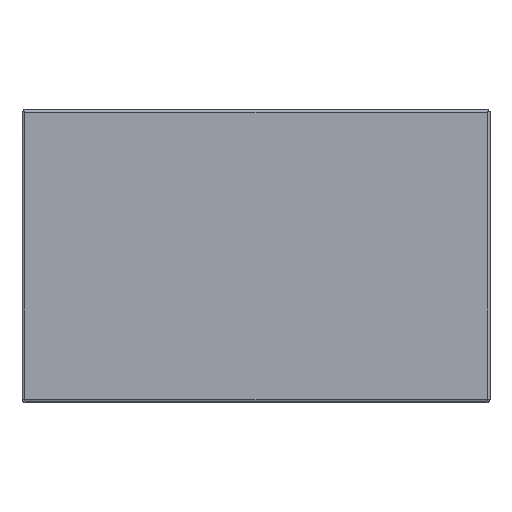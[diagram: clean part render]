
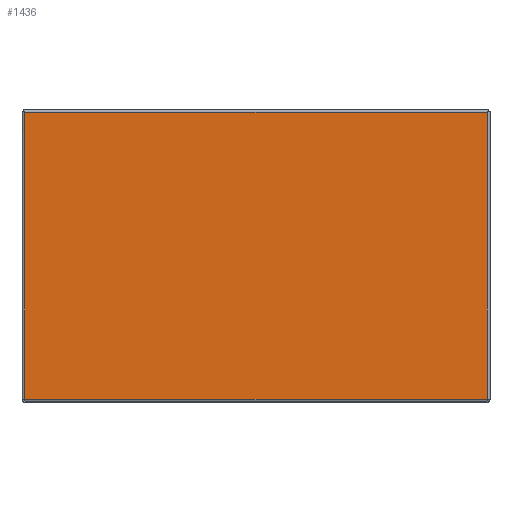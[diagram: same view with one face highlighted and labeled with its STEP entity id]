
A CAD part, top view. The second image highlights one B-rep face of the part: STEP entity #1436.
In plain terms, the highlighted planar face has unit normal (0, 0, 1).
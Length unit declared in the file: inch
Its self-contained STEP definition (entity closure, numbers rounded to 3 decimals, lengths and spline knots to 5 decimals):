
#40 = VERTEX_POINT ( 'NONE', #837 ) ;
#98 = LINE ( 'NONE', #876, #2022 ) ;
#384 = AXIS2_PLACEMENT_3D ( 'NONE', #2194, #2392, #1399 ) ;
#407 = ORIENTED_EDGE ( 'NONE', *, *, #1594, .F. ) ;
#603 = CARTESIAN_POINT ( 'NONE',  ( 0.143, 14.762, 10. ) ) ;
#650 = CARTESIAN_POINT ( 'NONE',  ( 0.143, 0.048, 10. ) ) ;
#686 = LINE ( 'NONE', #1264, #1897 ) ;
#827 = ORIENTED_EDGE ( 'NONE', *, *, #1559, .F. ) ;
#837 = CARTESIAN_POINT ( 'NONE',  ( 23.857, 0.048, 10. ) ) ;
#863 = DIRECTION ( 'NONE',  ( 1., 0., 0. ) ) ;
#876 = CARTESIAN_POINT ( 'NONE',  ( 23.857, 0.048, 10. ) ) ;
#1007 = FACE_OUTER_BOUND ( 'NONE', #1787, .T. ) ;
#1232 = PLANE ( 'NONE',  #384 ) ;
#1264 = CARTESIAN_POINT ( 'NONE',  ( 0.143, 0.048, 10. ) ) ;
#1399 = DIRECTION ( 'NONE',  ( 1., 0., 0. ) ) ;
#1400 = LINE ( 'NONE', #603, #2178 ) ;
#1411 = ORIENTED_EDGE ( 'NONE', *, *, #1588, .F. ) ;
#1420 = VERTEX_POINT ( 'NONE', #2404 ) ;
#1436 = ADVANCED_FACE ( 'NONE', ( #1007 ), #1232, .T. ) ;
#1439 = ORIENTED_EDGE ( 'NONE', *, *, #1910, .F. ) ;
#1486 = VERTEX_POINT ( 'NONE', #650 ) ;
#1554 = VECTOR ( 'NONE', #863, 39.37008 ) ;
#1559 = EDGE_CURVE ( 'NONE', #40, #1486, #686, .T. ) ;
#1588 = EDGE_CURVE ( 'NONE', #1783, #40, #98, .T. ) ;
#1594 = EDGE_CURVE ( 'NONE', #1420, #1783, #1641, .T. ) ;
#1641 = LINE ( 'NONE', #2075, #1554 ) ;
#1783 = VERTEX_POINT ( 'NONE', #2479 ) ;
#1787 = EDGE_LOOP ( 'NONE', ( #1411, #407, #1439, #827 ) ) ;
#1897 = VECTOR ( 'NONE', #2280, 39.37008 ) ;
#1910 = EDGE_CURVE ( 'NONE', #1486, #1420, #1400, .T. ) ;
#2022 = VECTOR ( 'NONE', #2434, 39.37008 ) ;
#2075 = CARTESIAN_POINT ( 'NONE',  ( 0.143, 14.762, 10. ) ) ;
#2178 = VECTOR ( 'NONE', #2195, 39.37008 ) ;
#2194 = CARTESIAN_POINT ( 'NONE',  ( 0., 0., 10. ) ) ;
#2195 = DIRECTION ( 'NONE',  ( 0., 1., 0. ) ) ;
#2280 = DIRECTION ( 'NONE',  ( -1., 0., 0. ) ) ;
#2392 = DIRECTION ( 'NONE',  ( 0., 0., 1. ) ) ;
#2404 = CARTESIAN_POINT ( 'NONE',  ( 0.143, 14.762, 10. ) ) ;
#2434 = DIRECTION ( 'NONE',  ( 0., -1., 0. ) ) ;
#2479 = CARTESIAN_POINT ( 'NONE',  ( 23.857, 14.762, 10. ) ) ;
